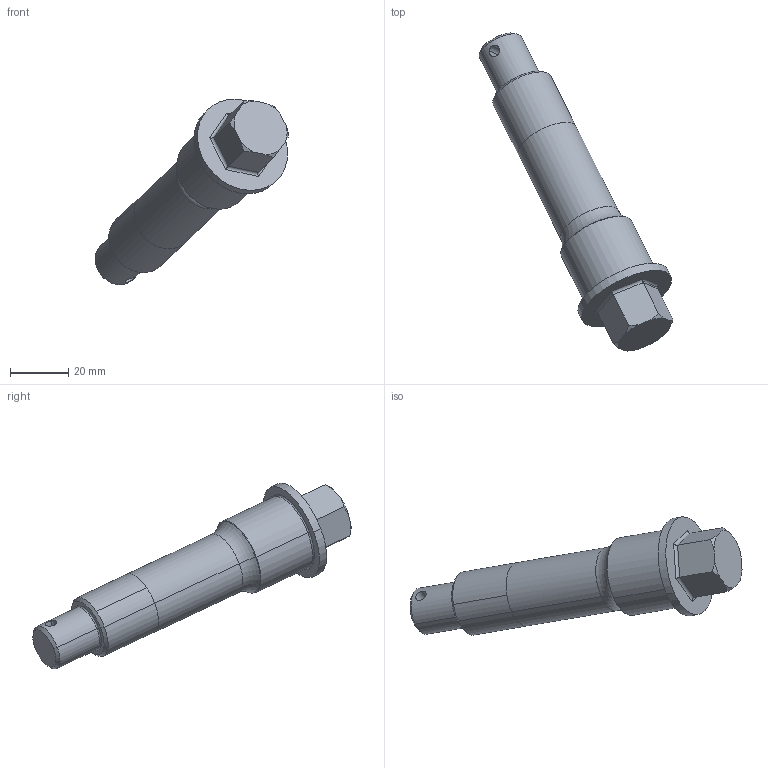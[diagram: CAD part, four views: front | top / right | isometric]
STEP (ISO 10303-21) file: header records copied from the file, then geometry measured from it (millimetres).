
FILE_DESCRIPTION (( 'STEP AP203' ), '1' );
FILE_NAME ('axe-1.STEP', '2021-07-23T14:35:06', ( '' ), ( '' ), 'SwSTEP 2.0', 'SolidWorks 2018', '' );
FILE_SCHEMA (( 'CONFIG_CONTROL_DESIGN' ));
Length unit declared in the file: millimetre
Products named in the file (1): axe-1
Bounding box: 66.59 x 109.32 x 63.78 mm (x, y, z)
Volume: 47916 mm3; surface area: 10193.3 mm2
Topology: 1 solids, 1 shells, 50 faces, 115 edges, 70 vertices
Faces by surface type: cylinder 20, cone 13, plane 11, torus 6
Entity records: 1620 total; most frequent: CARTESIAN_POINT 429, DIRECTION 237, ORIENTED_EDGE 230, EDGE_CURVE 115, AXIS2_PLACEMENT_3D 96, VERTEX_POINT 70, EDGE_LOOP 55, ADVANCED_FACE 50
